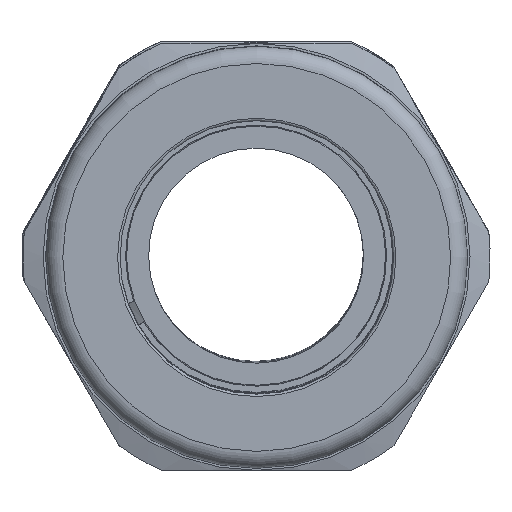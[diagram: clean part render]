
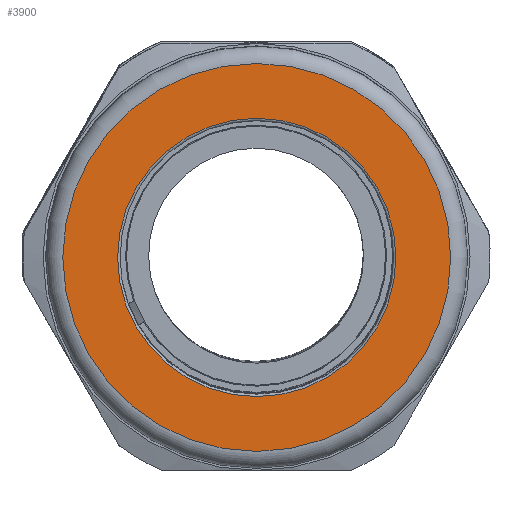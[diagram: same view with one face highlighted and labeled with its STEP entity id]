
A CAD part, left-side view. The second image highlights one B-rep face of the part: STEP entity #3900.
In plain terms, the highlighted face is planar.
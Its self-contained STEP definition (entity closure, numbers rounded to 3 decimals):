
#649=PLANE('',#4354);
#720=FACE_BOUND('',#1207,.T.);
#896=FACE_OUTER_BOUND('',#1206,.T.);
#1206=EDGE_LOOP('',(#3053));
#1207=EDGE_LOOP('',(#3054));
#1567=CIRCLE('',#4353,16.95);
#1568=CIRCLE('',#4355,23.62);
#1913=VERTEX_POINT('',#11383);
#1914=VERTEX_POINT('',#11386);
#2343=EDGE_CURVE('',#1913,#1913,#1567,.T.);
#2344=EDGE_CURVE('',#1914,#1914,#1568,.T.);
#3053=ORIENTED_EDGE('',*,*,#2344,.F.);
#3054=ORIENTED_EDGE('',*,*,#2343,.T.);
#3900=ADVANCED_FACE('',(#896,#720),#649,.T.);
#4353=AXIS2_PLACEMENT_3D('',#11384,#5073,#5074);
#4354=AXIS2_PLACEMENT_3D('',#11385,#5075,#5076);
#4355=AXIS2_PLACEMENT_3D('',#11387,#5077,#5078);
#5073=DIRECTION('center_axis',(1.,0.,0.));
#5074=DIRECTION('ref_axis',(0.,0.,-1.));
#5075=DIRECTION('center_axis',(-1.,0.,0.));
#5076=DIRECTION('ref_axis',(0.,0.,1.));
#5077=DIRECTION('center_axis',(1.,0.,0.));
#5078=DIRECTION('ref_axis',(0.,0.,-1.));
#11383=CARTESIAN_POINT('',(-22.8,16.95,0.));
#11384=CARTESIAN_POINT('Origin',(-22.8,0.,0.));
#11385=CARTESIAN_POINT('Origin',(-22.8,23.62,0.));
#11386=CARTESIAN_POINT('',(-22.8,23.62,0.));
#11387=CARTESIAN_POINT('Origin',(-22.8,0.,0.));
